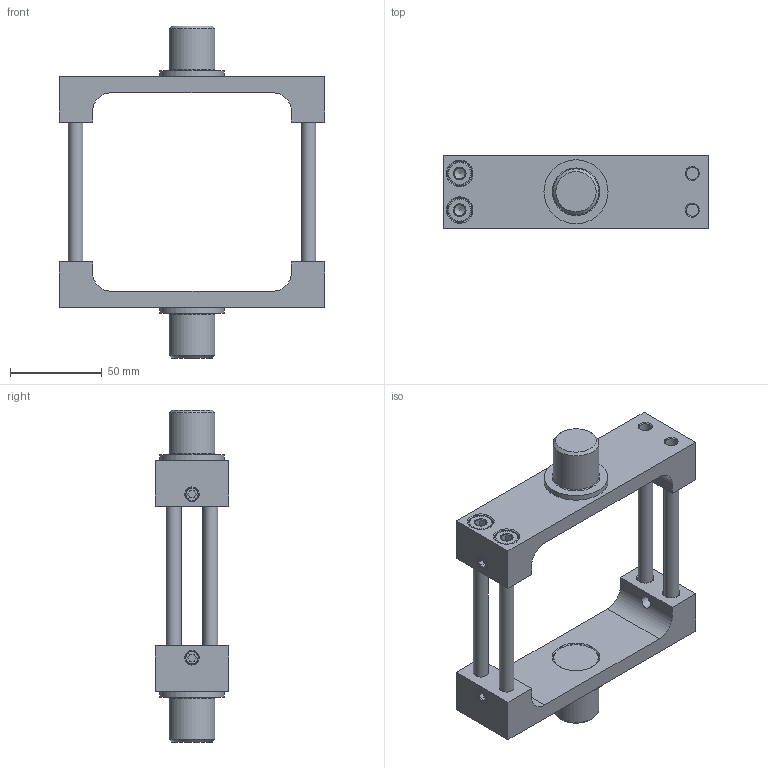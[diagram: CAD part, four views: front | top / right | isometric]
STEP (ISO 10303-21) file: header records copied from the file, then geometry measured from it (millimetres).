
FILE_DESCRIPTION((''),'2;1');
FILE_NAME('CERI100X.stp','2014-09-25T15:22:26',('pc6'),(''),'Autodesk Inventor 2011','Autodesk Inventor 2011','');
FILE_SCHEMA(('AUTOMOTIVE_DESIGN { 1 0 10303 214 1 1 1 1 }'));
Length unit declared in the file: millimetre
Products named in the file (5): CERI100X; STF100X; VM8110; PPC100125X; GRM816
Assembly tree (12 placements, depth 2):
  CERI100X
    STF100X  x2
    VM8110  x4
    PPC100125X  x2
    GRM816  x4
Bounding box: 145 x 40 x 181.2 mm (x, y, z)
Volume: 197180.4 mm3; surface area: 66917.9 mm2
Topology: 12 solids, 12 shells, 234 faces, 540 edges, 344 vertices
Faces by surface type: plane 130, cone 52, cylinder 42, torus 10
Full cylindrical faces by diameter (mm): 6.647 x8, 8 x8, 8.5 x4, 13 x4, 13.5 x4, 24.6 x2, 25 x6, 35 x2
Entity records: 2326 total; most frequent: CARTESIAN_POINT 422, DIRECTION 394, ORIENTED_EDGE 286, AXIS2_PLACEMENT_3D 165, EDGE_CURVE 143, EDGE_LOOP 142, VERTEX_POINT 113, FACE_OUTER_BOUND 83
